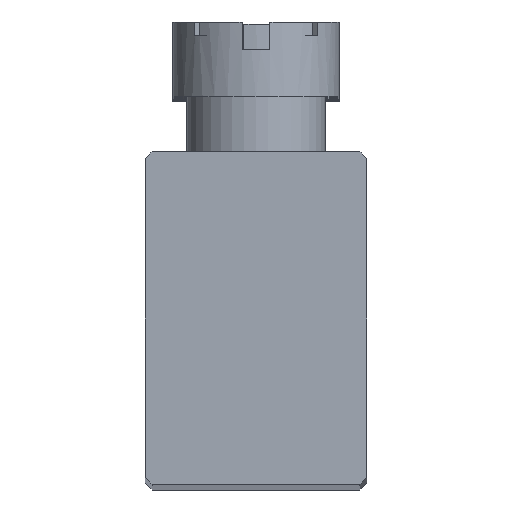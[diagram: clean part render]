
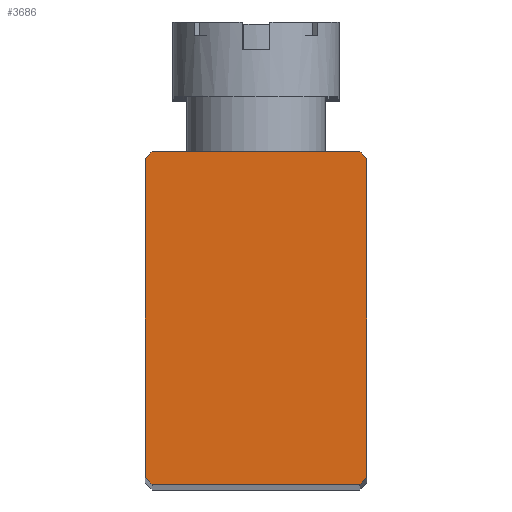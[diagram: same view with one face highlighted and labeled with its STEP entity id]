
A CAD part, top view. The second image highlights one B-rep face of the part: STEP entity #3686.
In plain terms, the highlighted planar face has unit normal (0, 0, 1).
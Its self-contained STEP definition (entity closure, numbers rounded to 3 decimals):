
#22 = DIRECTION ( 'NONE',  ( 0.707, -0.707, 0. ) ) ;
#29 = LINE ( 'NONE', #4870, #6073 ) ;
#130 = ORIENTED_EDGE ( 'NONE', *, *, #4824, .T. ) ;
#137 = LINE ( 'NONE', #7469, #1693 ) ;
#161 = ORIENTED_EDGE ( 'NONE', *, *, #5108, .T. ) ;
#437 = PLANE ( 'NONE',  #3409 ) ;
#479 = ORIENTED_EDGE ( 'NONE', *, *, #4760, .T. ) ;
#491 = ORIENTED_EDGE ( 'NONE', *, *, #7016, .T. ) ;
#536 = LINE ( 'NONE', #1815, #2054 ) ;
#613 = ORIENTED_EDGE ( 'NONE', *, *, #4746, .T. ) ;
#674 = CARTESIAN_POINT ( 'NONE',  ( -3.875, -5.875, 59.5 ) ) ;
#817 = CARTESIAN_POINT ( 'NONE',  ( -4., -6., 59.5 ) ) ;
#1112 = CARTESIAN_POINT ( 'NONE',  ( -4., -6., 59.5 ) ) ;
#1693 = VECTOR ( 'NONE', #5303, 1000. ) ;
#1771 = VERTEX_POINT ( 'NONE', #7038 ) ;
#1815 = CARTESIAN_POINT ( 'NONE',  ( -9.875, -0.125, 59.5 ) ) ;
#1860 = VECTOR ( 'NONE', #3667, 1000. ) ;
#1955 = VECTOR ( 'NONE', #6026, 1000. ) ;
#2054 = VECTOR ( 'NONE', #2465, 1000. ) ;
#2160 = CARTESIAN_POINT ( 'NONE',  ( -4., 5.75, 59.5 ) ) ;
#2366 = CARTESIAN_POINT ( 'NONE',  ( -3.75, 6., 59.5 ) ) ;
#2465 = DIRECTION ( 'NONE',  ( -0.707, -0.707, 0. ) ) ;
#2683 = VERTEX_POINT ( 'NONE', #3912 ) ;
#2748 = VERTEX_POINT ( 'NONE', #2160 ) ;
#2866 = VERTEX_POINT ( 'NONE', #5905 ) ;
#2976 = VERTEX_POINT ( 'NONE', #4420 ) ;
#3178 = LINE ( 'NONE', #674, #7318 ) ;
#3199 = VERTEX_POINT ( 'NONE', #2366 ) ;
#3409 = AXIS2_PLACEMENT_3D ( 'NONE', #1112, #6781, #3623 ) ;
#3507 = VECTOR ( 'NONE', #5802, 1000. ) ;
#3526 = LINE ( 'NONE', #6828, #1860 ) ;
#3603 = LINE ( 'NONE', #817, #1955 ) ;
#3623 = DIRECTION ( 'NONE',  ( 1., 0., 0. ) ) ;
#3667 = DIRECTION ( 'NONE',  ( -0.707, 0.707, 0. ) ) ;
#3686 = ADVANCED_FACE ( 'NONE', ( #6753 ), #437, .T. ) ;
#3912 = CARTESIAN_POINT ( 'NONE',  ( -4., -5.75, 59.5 ) ) ;
#3916 = VERTEX_POINT ( 'NONE', #4375 ) ;
#3919 = VERTEX_POINT ( 'NONE', #5464 ) ;
#4118 = CARTESIAN_POINT ( 'NONE',  ( 4., 6., 59.5 ) ) ;
#4362 = DIRECTION ( 'NONE',  ( 0., -1., 0. ) ) ;
#4375 = CARTESIAN_POINT ( 'NONE',  ( 4., 5.75, 59.5 ) ) ;
#4420 = CARTESIAN_POINT ( 'NONE',  ( 3.75, -6., 59.5 ) ) ;
#4746 = EDGE_CURVE ( 'NONE', #3199, #2748, #536, .T. ) ;
#4760 = EDGE_CURVE ( 'NONE', #3916, #3919, #3526, .T. ) ;
#4824 = EDGE_CURVE ( 'NONE', #2976, #2866, #137, .T. ) ;
#4834 = EDGE_LOOP ( 'NONE', ( #6988, #7203, #7471, #130, #161, #479, #491, #613 ) ) ;
#4866 = EDGE_CURVE ( 'NONE', #2683, #1771, #3178, .T. ) ;
#4870 = CARTESIAN_POINT ( 'NONE',  ( -4., 6., 59.5 ) ) ;
#5000 = EDGE_CURVE ( 'NONE', #1771, #2976, #3603, .T. ) ;
#5108 = EDGE_CURVE ( 'NONE', #2866, #3916, #7015, .T. ) ;
#5303 = DIRECTION ( 'NONE',  ( 0.707, 0.707, 0. ) ) ;
#5405 = EDGE_CURVE ( 'NONE', #2748, #2683, #29, .T. ) ;
#5464 = CARTESIAN_POINT ( 'NONE',  ( 3.75, 6., 59.5 ) ) ;
#5611 = VECTOR ( 'NONE', #6720, 1000. ) ;
#5802 = DIRECTION ( 'NONE',  ( -1., 0., 0. ) ) ;
#5905 = CARTESIAN_POINT ( 'NONE',  ( 4., -5.75, 59.5 ) ) ;
#6026 = DIRECTION ( 'NONE',  ( 1., 0., 0. ) ) ;
#6073 = VECTOR ( 'NONE', #4362, 1000. ) ;
#6289 = LINE ( 'NONE', #7468, #3507 ) ;
#6720 = DIRECTION ( 'NONE',  ( 0., 1., 0. ) ) ;
#6753 = FACE_OUTER_BOUND ( 'NONE', #4834, .T. ) ;
#6781 = DIRECTION ( 'NONE',  ( 0., 0., 1. ) ) ;
#6828 = CARTESIAN_POINT ( 'NONE',  ( 5.875, 3.875, 59.5 ) ) ;
#6988 = ORIENTED_EDGE ( 'NONE', *, *, #5405, .T. ) ;
#7015 = LINE ( 'NONE', #4118, #5611 ) ;
#7016 = EDGE_CURVE ( 'NONE', #3919, #3199, #6289, .T. ) ;
#7038 = CARTESIAN_POINT ( 'NONE',  ( -3.75, -6., 59.5 ) ) ;
#7203 = ORIENTED_EDGE ( 'NONE', *, *, #4866, .T. ) ;
#7318 = VECTOR ( 'NONE', #22, 1000. ) ;
#7468 = CARTESIAN_POINT ( 'NONE',  ( -4., 6., 59.5 ) ) ;
#7469 = CARTESIAN_POINT ( 'NONE',  ( -0.125, -9.875, 59.5 ) ) ;
#7471 = ORIENTED_EDGE ( 'NONE', *, *, #5000, .T. ) ;
